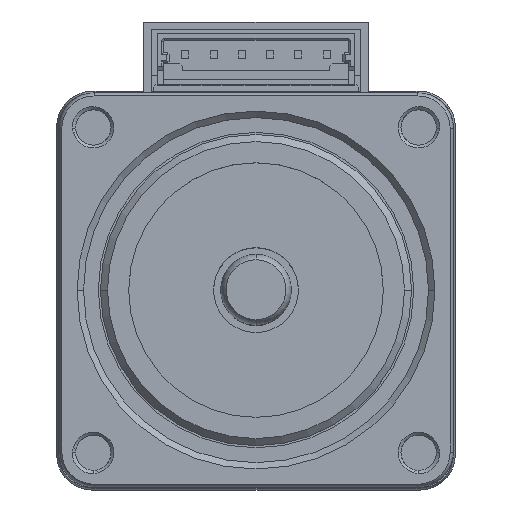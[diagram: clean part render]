
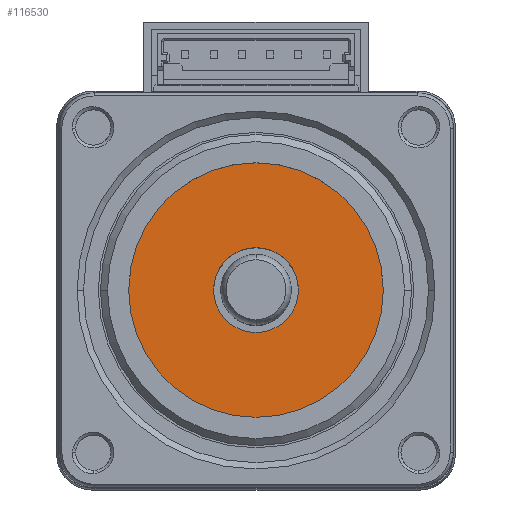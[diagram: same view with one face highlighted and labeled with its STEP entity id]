
A CAD part, top view. The second image highlights one B-rep face of the part: STEP entity #116530.
In plain terms, the highlighted planar face has unit normal (0, 0, 1).
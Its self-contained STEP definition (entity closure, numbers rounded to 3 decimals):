
#107980=CARTESIAN_POINT('',(-9.,0.,-0.5));
#107990=VERTEX_POINT('',#107980);
#108020=CARTESIAN_POINT('',(0.,0.,
-0.5));
#108030=DIRECTION('',(0.,0.,1.));
#108040=DIRECTION('',(1.,0.,0.));
#108050=AXIS2_PLACEMENT_3D('',#108020,#108030,#108040);
#108060=CIRCLE('',#108050,9.);
#108070=CARTESIAN_POINT('',(9.,0.,-0.5));
#108080=VERTEX_POINT('',#108070);
#108090=EDGE_CURVE('',#107990,#108080,#108060,.T.);
#110840=CARTESIAN_POINT('',(3.,0.,-0.5));
#110850=VERTEX_POINT('',#110840);
#110930=CARTESIAN_POINT('',(-3.,0.,-0.5));
#110940=VERTEX_POINT('',#110930);
#110970=CARTESIAN_POINT('',(0.,0.,
-0.5));
#110980=DIRECTION('',(0.,0.,-1.));
#110990=DIRECTION('',(-1.,0.,-0.));
#111000=AXIS2_PLACEMENT_3D('',#110970,#110980,#110990);
#111010=CIRCLE('',#111000,3.);
#111020=EDGE_CURVE('',#110940,#110850,#111010,.T.);
#116380=CARTESIAN_POINT('',(-9.108,-9.108,-0.5));
#116390=DIRECTION('',(0.,0.,1.));
#116400=DIRECTION('',(1.,0.,-0.));
#116410=AXIS2_PLACEMENT_3D('',#116380,#116390,#116400);
#116420=PLANE('',#116410);
#116430=EDGE_CURVE('',#108080,#107990,#108060,.T.);
#116440=ORIENTED_EDGE('',*,*,#116430,.T.);
#116450=ORIENTED_EDGE('',*,*,#108090,.T.);
#116460=EDGE_LOOP('',(#116450,#116440));
#116470=FACE_OUTER_BOUND('',#116460,.T.);
#116480=EDGE_CURVE('',#110850,#110940,#111010,.T.);
#116490=ORIENTED_EDGE('',*,*,#116480,.T.);
#116500=ORIENTED_EDGE('',*,*,#111020,.T.);
#116510=EDGE_LOOP('',(#116500,#116490));
#116520=FACE_BOUND('',#116510,.T.);
#116530=ADVANCED_FACE('',(#116470,#116520),#116420,.T.);
